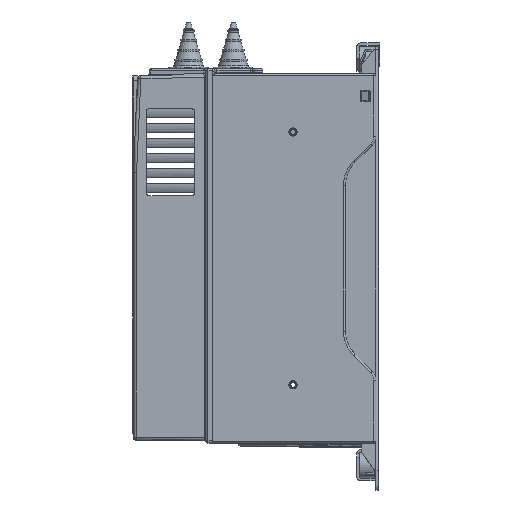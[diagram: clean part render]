
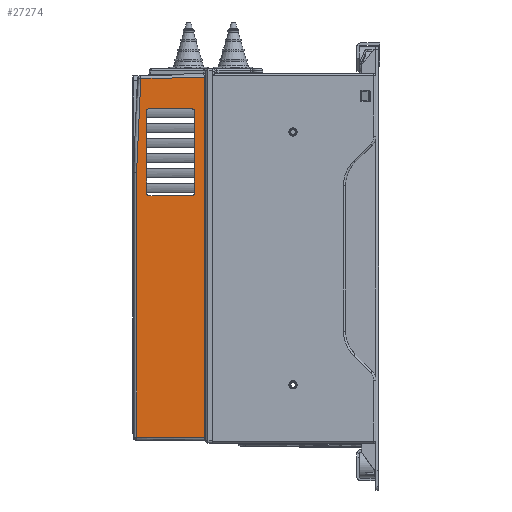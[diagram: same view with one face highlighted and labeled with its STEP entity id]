
A CAD part, left-side view. The second image highlights one B-rep face of the part: STEP entity #27274.
In plain terms, the highlighted planar face has unit normal (-1, 0.009, 0).
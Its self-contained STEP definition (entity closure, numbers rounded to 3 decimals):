
#1971=B_SPLINE_CURVE_WITH_KNOTS('',3,(#113728,#113729,#113730,#113731),
 .UNSPECIFIED.,.F.,.F.,(4,4),(0.,1.),.UNSPECIFIED.);
#1972=B_SPLINE_CURVE_WITH_KNOTS('',3,(#113736,#113737,#113738,#113739),
 .UNSPECIFIED.,.F.,.F.,(4,4),(0.,1.),.UNSPECIFIED.);
#1973=B_SPLINE_CURVE_WITH_KNOTS('',3,(#113741,#113742,#113743,#113744),
 .UNSPECIFIED.,.F.,.F.,(4,4),(0.,1.),.UNSPECIFIED.);
#4714=ELLIPSE('',#83080,2.062,2.);
#4715=ELLIPSE('',#83083,2.062,2.);
#4716=ELLIPSE('',#83086,2.062,2.);
#4717=ELLIPSE('',#83089,2.062,2.);
#10142=LINE('',#113633,#15632);
#10145=LINE('',#113665,#15635);
#10148=LINE('',#113716,#15638);
#10151=LINE('',#113724,#15641);
#10152=LINE('',#113734,#15642);
#10153=LINE('',#113746,#15643);
#15632=VECTOR('',#92355,1.);
#15635=VECTOR('',#92364,1.);
#15638=VECTOR('',#92373,1.);
#15641=VECTOR('',#92382,1.);
#15642=VECTOR('',#92389,1.);
#15643=VECTOR('',#92390,1.);
#25126=PLANE('',#83091);
#27274=ADVANCED_FACE('',(#32867,#32868),#25126,.T.);
#32867=FACE_BOUND('',#34558,.T.);
#32868=FACE_BOUND('',#34559,.T.);
#34558=EDGE_LOOP('',(#41850,#41851,#41852,#41853,#41854,#41855,#41856,#41857));
#34559=EDGE_LOOP('',(#41858,#41859,#41860,#41861,#41862));
#41850=ORIENTED_EDGE('',*,*,#69496,.T.);
#41851=ORIENTED_EDGE('',*,*,#69474,.T.);
#41852=ORIENTED_EDGE('',*,*,#69477,.T.);
#41853=ORIENTED_EDGE('',*,*,#69480,.T.);
#41854=ORIENTED_EDGE('',*,*,#69483,.T.);
#41855=ORIENTED_EDGE('',*,*,#69491,.T.);
#41856=ORIENTED_EDGE('',*,*,#69493,.T.);
#41857=ORIENTED_EDGE('',*,*,#69495,.T.);
#41858=ORIENTED_EDGE('',*,*,#69497,.T.);
#41859=ORIENTED_EDGE('',*,*,#69498,.T.);
#41860=ORIENTED_EDGE('',*,*,#69499,.T.);
#41861=ORIENTED_EDGE('',*,*,#69500,.T.);
#41862=ORIENTED_EDGE('',*,*,#69501,.T.);
#62077=VERTEX_POINT('',#113605);
#62079=VERTEX_POINT('',#113632);
#62081=VERTEX_POINT('',#113655);
#62083=VERTEX_POINT('',#113664);
#62085=VERTEX_POINT('',#113687);
#62086=VERTEX_POINT('',#113715);
#62087=VERTEX_POINT('',#113719);
#62088=VERTEX_POINT('',#113723);
#62089=VERTEX_POINT('',#113732);
#62090=VERTEX_POINT('',#113733);
#62091=VERTEX_POINT('',#113735);
#62092=VERTEX_POINT('',#113740);
#62093=VERTEX_POINT('',#113745);
#69474=EDGE_CURVE('',#62077,#62079,#10142,.T.);
#69477=EDGE_CURVE('',#62079,#62081,#4714,.T.);
#69480=EDGE_CURVE('',#62081,#62083,#10145,.T.);
#69483=EDGE_CURVE('',#62083,#62085,#4715,.T.);
#69491=EDGE_CURVE('',#62085,#62086,#10148,.T.);
#69493=EDGE_CURVE('',#62086,#62087,#4716,.T.);
#69495=EDGE_CURVE('',#62087,#62088,#10151,.T.);
#69496=EDGE_CURVE('',#62088,#62077,#4717,.T.);
#69497=EDGE_CURVE('',#62089,#62090,#1971,.T.);
#69498=EDGE_CURVE('',#62090,#62091,#10152,.T.);
#69499=EDGE_CURVE('',#62091,#62092,#1972,.T.);
#69500=EDGE_CURVE('',#62092,#62093,#1973,.T.);
#69501=EDGE_CURVE('',#62093,#62089,#10153,.T.);
#83080=AXIS2_PLACEMENT_3D('',#113656,#92359,#92360);
#83083=AXIS2_PLACEMENT_3D('',#113688,#92368,#92369);
#83086=AXIS2_PLACEMENT_3D('',#113720,#92377,#92378);
#83089=AXIS2_PLACEMENT_3D('',#113726,#92385,#92386);
#83091=AXIS2_PLACEMENT_3D('',#113747,#92391,#92392);
#92355=DIRECTION('',(0.,0.,-1.));
#92359=DIRECTION('',(1.,-0.009,0.));
#92360=DIRECTION('',(-0.006,-0.713,0.702));
#92364=DIRECTION('',(0.009,1.,0.));
#92368=DIRECTION('',(1.,-0.009,0.));
#92369=DIRECTION('',(-0.006,-0.713,-0.702));
#92373=DIRECTION('',(0.,0.,1.));
#92377=DIRECTION('',(1.,-0.009,0.));
#92378=DIRECTION('',(-0.006,-0.713,-0.702));
#92382=DIRECTION('',(-0.009,-1.,0.));
#92385=DIRECTION('',(1.,-0.009,0.));
#92386=DIRECTION('',(-0.006,-0.713,0.702));
#92389=DIRECTION('',(0.009,1.,-0.009));
#92390=DIRECTION('',(-0.009,-1.,-0.009));
#92391=DIRECTION('',(-1.,0.009,0.));
#92392=DIRECTION('',(0.,0.,1.));
#113605=CARTESIAN_POINT('',(-76.831,36.852,25.742));
#113632=CARTESIAN_POINT('',(-76.831,36.852,-37.196));
#113633=CARTESIAN_POINT('',(-76.831,36.852,25.742));
#113655=CARTESIAN_POINT('',(-76.812,38.946,-39.289));
#113656=CARTESIAN_POINT('',(-76.813,38.884,-37.258));
#113664=CARTESIAN_POINT('',(-76.523,72.07,-39.289));
#113665=CARTESIAN_POINT('',(-76.812,38.946,-39.289));
#113687=CARTESIAN_POINT('',(-76.505,74.164,-37.196));
#113688=CARTESIAN_POINT('',(-76.523,72.132,-37.258));
#113715=CARTESIAN_POINT('',(-76.505,74.164,25.742));
#113716=CARTESIAN_POINT('',(-76.505,74.164,-37.196));
#113719=CARTESIAN_POINT('',(-76.522,72.194,27.711));
#113720=CARTESIAN_POINT('',(-76.523,72.132,25.68));
#113723=CARTESIAN_POINT('',(-76.813,38.822,27.711));
#113724=CARTESIAN_POINT('',(-76.522,72.194,27.711));
#113726=CARTESIAN_POINT('',(-76.813,38.884,25.68));
#113728=CARTESIAN_POINT('',(-76.898,29.081,-225.818));
#113729=CARTESIAN_POINT('',(-76.898,29.081,-133.29));
#113730=CARTESIAN_POINT('',(-76.898,29.081,-40.761));
#113731=CARTESIAN_POINT('',(-76.898,29.081,51.768));
#113732=CARTESIAN_POINT('',(-76.898,29.081,-225.818));
#113733=CARTESIAN_POINT('',(-76.898,29.081,51.768));
#113734=CARTESIAN_POINT('',(-76.898,29.081,51.768));
#113735=CARTESIAN_POINT('',(-76.469,78.292,51.338));
#113736=CARTESIAN_POINT('',(-76.469,78.292,51.338));
#113737=CARTESIAN_POINT('',(-76.45,80.496,27.218));
#113738=CARTESIAN_POINT('',(-76.44,81.6,2.996));
#113739=CARTESIAN_POINT('',(-76.44,81.601,-21.225));
#113740=CARTESIAN_POINT('',(-76.44,81.601,-21.225));
#113741=CARTESIAN_POINT('',(-76.44,81.601,-21.225));
#113742=CARTESIAN_POINT('',(-76.44,81.601,-89.27));
#113743=CARTESIAN_POINT('',(-76.44,81.601,-157.315));
#113744=CARTESIAN_POINT('',(-76.44,81.601,-225.36));
#113745=CARTESIAN_POINT('',(-76.44,81.601,-225.36));
#113746=CARTESIAN_POINT('',(-76.44,81.601,-225.36));
#113747=CARTESIAN_POINT('',(-76.906,28.248,-228.325));
